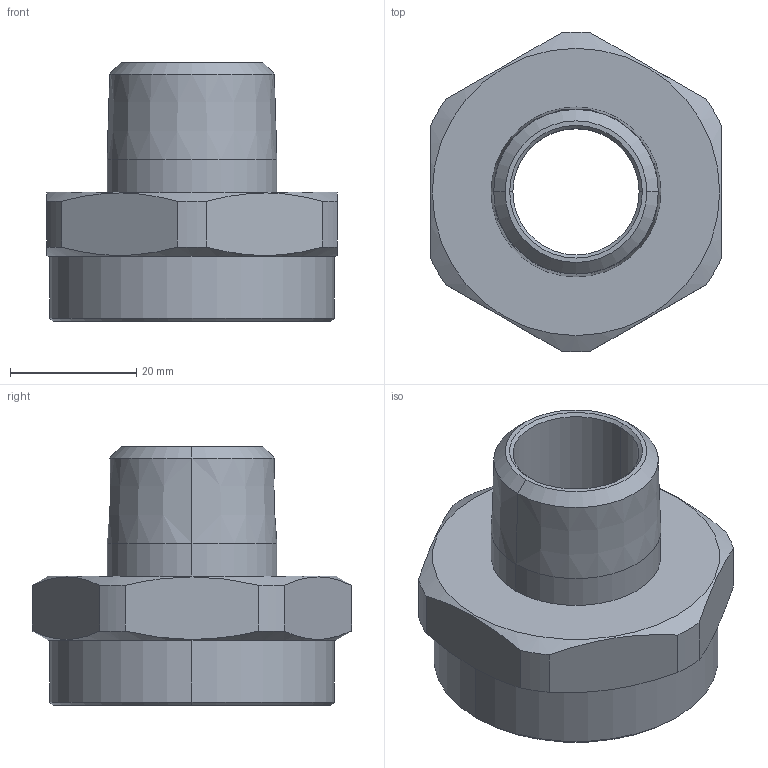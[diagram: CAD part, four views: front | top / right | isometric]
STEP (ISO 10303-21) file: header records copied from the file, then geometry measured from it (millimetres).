
FILE_DESCRIPTION (( 'STEP AP203' ), '1' );
FILE_NAME ('737DT2T4.STEP', '2023-05-10T08:07:32', ( '' ), ( '' ), 'SwSTEP 2.0', 'SolidWorks 2021', '' );
FILE_SCHEMA (( 'CONFIG_CONTROL_DESIGN' ));
Length unit declared in the file: millimetre
Products named in the file (1): 737DT2T4
Bounding box: 46 x 50.58 x 41 mm (x, y, z)
Volume: 18544.6 mm3; surface area: 10764.3 mm2
Topology: 1 solids, 1 shells, 39 faces, 92 edges, 58 vertices
Faces by surface type: cone 16, cylinder 12, plane 11
Entity records: 1313 total; most frequent: CARTESIAN_POINT 326, DIRECTION 198, ORIENTED_EDGE 184, EDGE_CURVE 92, AXIS2_PLACEMENT_3D 82, VERTEX_POINT 58, EDGE_LOOP 44, CIRCLE 42
